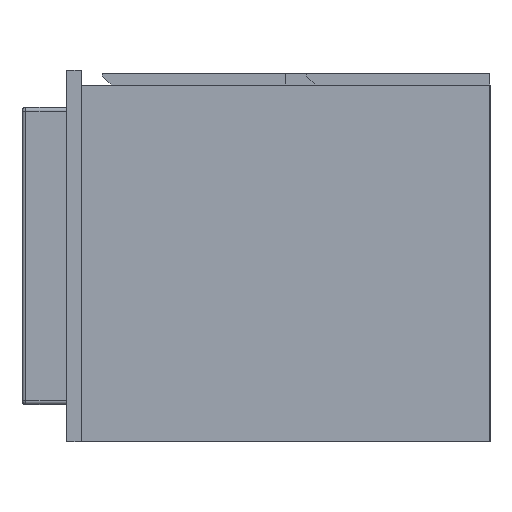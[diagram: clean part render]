
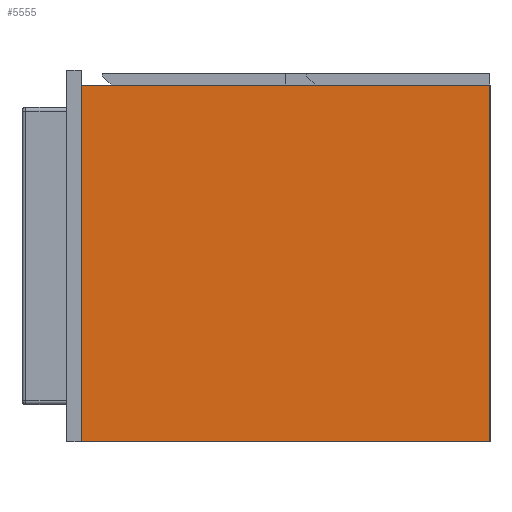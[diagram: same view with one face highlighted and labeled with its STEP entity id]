
A CAD part, left-side view. The second image highlights one B-rep face of the part: STEP entity #5555.
In plain terms, the highlighted planar face has unit normal (-1, 0, 0).
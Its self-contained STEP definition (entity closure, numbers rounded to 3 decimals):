
#975 = EDGE_CURVE ( 'NONE', #4549, #2578, #4446, .T. ) ;
#1024 = PLANE ( 'NONE',  #5160 ) ;
#1258 = VERTEX_POINT ( 'NONE', #3219 ) ;
#1334 = DIRECTION ( 'NONE',  ( 0., 1., 0. ) ) ;
#1382 = ORIENTED_EDGE ( 'NONE', *, *, #3569, .T. ) ;
#1447 = CARTESIAN_POINT ( 'NONE',  ( -894., 275., 480. ) ) ;
#1690 = ORIENTED_EDGE ( 'NONE', *, *, #4611, .T. ) ;
#2578 = VERTEX_POINT ( 'NONE', #5874 ) ;
#2623 = VECTOR ( 'NONE', #1334, 1000. ) ;
#2638 = VECTOR ( 'NONE', #3462, 1000. ) ;
#2666 = DIRECTION ( 'NONE',  ( 0., 0., -1. ) ) ;
#2837 = CARTESIAN_POINT ( 'NONE',  ( -894., 275., 480. ) ) ;
#2947 = EDGE_LOOP ( 'NONE', ( #3141, #6416, #1690, #1382 ) ) ;
#3003 = DIRECTION ( 'NONE',  ( -1., 0., 0. ) ) ;
#3141 = ORIENTED_EDGE ( 'NONE', *, *, #975, .F. ) ;
#3219 = CARTESIAN_POINT ( 'NONE',  ( -894., -275., 480. ) ) ;
#3292 = VERTEX_POINT ( 'NONE', #4514 ) ;
#3317 = FACE_OUTER_BOUND ( 'NONE', #2947, .T. ) ;
#3462 = DIRECTION ( 'NONE',  ( 0., 1., 0. ) ) ;
#3569 = EDGE_CURVE ( 'NONE', #3292, #2578, #4526, .T. ) ;
#3800 = CARTESIAN_POINT ( 'NONE',  ( -894., -275., 480. ) ) ;
#4296 = CARTESIAN_POINT ( 'NONE',  ( -894., -275., 0. ) ) ;
#4446 = LINE ( 'NONE', #6546, #2638 ) ;
#4514 = CARTESIAN_POINT ( 'NONE',  ( -894., 275., 480. ) ) ;
#4526 = LINE ( 'NONE', #5177, #4769 ) ;
#4549 = VERTEX_POINT ( 'NONE', #4296 ) ;
#4611 = EDGE_CURVE ( 'NONE', #1258, #3292, #5719, .T. ) ;
#4769 = VECTOR ( 'NONE', #2666, 1000. ) ;
#5034 = DIRECTION ( 'NONE',  ( 0., -1., 0. ) ) ;
#5160 = AXIS2_PLACEMENT_3D ( 'NONE', #1447, #3003, #5034 ) ;
#5177 = CARTESIAN_POINT ( 'NONE',  ( -894., 275., 480. ) ) ;
#5375 = LINE ( 'NONE', #3800, #6007 ) ;
#5555 = ADVANCED_FACE ( 'NONE', ( #3317 ), #1024, .T. ) ;
#5719 = LINE ( 'NONE', #2837, #2623 ) ;
#5874 = CARTESIAN_POINT ( 'NONE',  ( -894., 275., 0. ) ) ;
#6007 = VECTOR ( 'NONE', #6375, 1000. ) ;
#6291 = EDGE_CURVE ( 'NONE', #1258, #4549, #5375, .T. ) ;
#6375 = DIRECTION ( 'NONE',  ( 0., 0., -1. ) ) ;
#6416 = ORIENTED_EDGE ( 'NONE', *, *, #6291, .F. ) ;
#6546 = CARTESIAN_POINT ( 'NONE',  ( -894., 275., 0. ) ) ;
